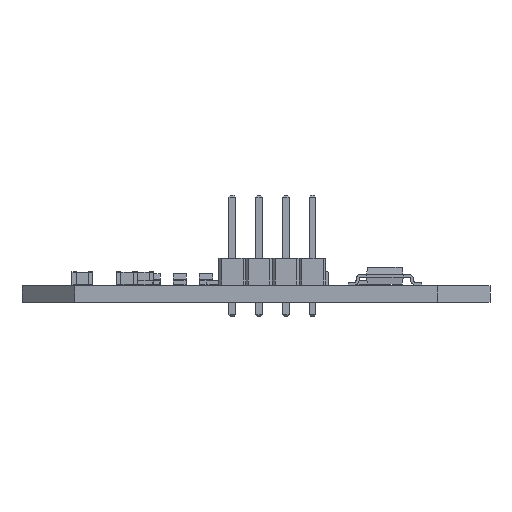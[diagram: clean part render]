
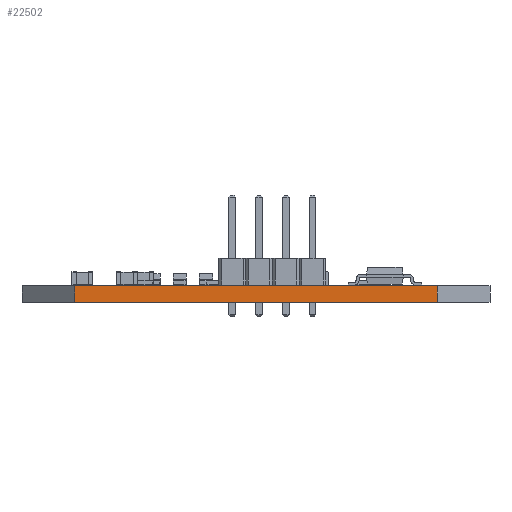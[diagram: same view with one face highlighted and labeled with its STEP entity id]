
A CAD part, left-side view. The second image highlights one B-rep face of the part: STEP entity #22502.
In plain terms, the highlighted planar face has unit normal (-1, 0, 0).
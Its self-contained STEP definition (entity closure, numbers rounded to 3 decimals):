
#21159 = PLANE('',#21160);
#21160 = AXIS2_PLACEMENT_3D('',#21161,#21162,#21163);
#21161 = CARTESIAN_POINT('',(207.68,-92.25,1.6));
#21162 = DIRECTION('',(0.,0.,-1.));
#21163 = DIRECTION('',(-1.,0.,0.));
#21187 = PLANE('',#21188);
#21188 = AXIS2_PLACEMENT_3D('',#21189,#21190,#21191);
#21189 = CARTESIAN_POINT('',(183.18,-114.5,0.));
#21190 = DIRECTION('',(-0.707,-0.707,0.));
#21191 = DIRECTION('',(-0.707,0.707,0.));
#21213 = PLANE('',#21214);
#21214 = AXIS2_PLACEMENT_3D('',#21215,#21216,#21217);
#21215 = CARTESIAN_POINT('',(207.68,-92.25,0.));
#21216 = DIRECTION('',(0.,0.,-1.));
#21217 = DIRECTION('',(-1.,0.,0.));
#21306 = VERTEX_POINT('',#21307);
#21307 = CARTESIAN_POINT('',(178.18,-109.5,1.6));
#21328 = EDGE_CURVE('',#21329,#21306,#21331,.T.);
#21329 = VERTEX_POINT('',#21330);
#21330 = CARTESIAN_POINT('',(178.18,-109.5,0.));
#21331 = SURFACE_CURVE('',#21332,(#21336,#21343),.PCURVE_S1.);
#21332 = LINE('',#21333,#21334);
#21333 = CARTESIAN_POINT('',(178.18,-109.5,0.));
#21334 = VECTOR('',#21335,1.);
#21335 = DIRECTION('',(0.,0.,1.));
#21336 = PCURVE('',#21187,#21337);
#21337 = DEFINITIONAL_REPRESENTATION('',(#21338),#21342);
#21338 = LINE('',#21339,#21340);
#21339 = CARTESIAN_POINT('',(7.071,0.));
#21340 = VECTOR('',#21341,1.);
#21341 = DIRECTION('',(0.,-1.));
#21342 = ( GEOMETRIC_REPRESENTATION_CONTEXT(2) 
PARAMETRIC_REPRESENTATION_CONTEXT() REPRESENTATION_CONTEXT('2D SPACE',''
  ) );
#21343 = PCURVE('',#21344,#21349);
#21344 = PLANE('',#21345);
#21345 = AXIS2_PLACEMENT_3D('',#21346,#21347,#21348);
#21346 = CARTESIAN_POINT('',(178.18,-109.5,0.));
#21347 = DIRECTION('',(-1.,0.,0.));
#21348 = DIRECTION('',(0.,1.,0.));
#21349 = DEFINITIONAL_REPRESENTATION('',(#21350),#21354);
#21350 = LINE('',#21351,#21352);
#21351 = CARTESIAN_POINT('',(0.,0.));
#21352 = VECTOR('',#21353,1.);
#21353 = DIRECTION('',(0.,-1.));
#21354 = ( GEOMETRIC_REPRESENTATION_CONTEXT(2) 
PARAMETRIC_REPRESENTATION_CONTEXT() REPRESENTATION_CONTEXT('2D SPACE',''
  ) );
#21382 = EDGE_CURVE('',#21329,#21383,#21385,.T.);
#21383 = VERTEX_POINT('',#21384);
#21384 = CARTESIAN_POINT('',(178.18,-75.,0.));
#21385 = SURFACE_CURVE('',#21386,(#21390,#21397),.PCURVE_S1.);
#21386 = LINE('',#21387,#21388);
#21387 = CARTESIAN_POINT('',(178.18,-109.5,0.));
#21388 = VECTOR('',#21389,1.);
#21389 = DIRECTION('',(0.,1.,0.));
#21390 = PCURVE('',#21213,#21391);
#21391 = DEFINITIONAL_REPRESENTATION('',(#21392),#21396);
#21392 = LINE('',#21393,#21394);
#21393 = CARTESIAN_POINT('',(29.5,-17.25));
#21394 = VECTOR('',#21395,1.);
#21395 = DIRECTION('',(0.,1.));
#21396 = ( GEOMETRIC_REPRESENTATION_CONTEXT(2) 
PARAMETRIC_REPRESENTATION_CONTEXT() REPRESENTATION_CONTEXT('2D SPACE',''
  ) );
#21397 = PCURVE('',#21344,#21398);
#21398 = DEFINITIONAL_REPRESENTATION('',(#21399),#21403);
#21399 = LINE('',#21400,#21401);
#21400 = CARTESIAN_POINT('',(0.,0.));
#21401 = VECTOR('',#21402,1.);
#21402 = DIRECTION('',(1.,0.));
#21403 = ( GEOMETRIC_REPRESENTATION_CONTEXT(2) 
PARAMETRIC_REPRESENTATION_CONTEXT() REPRESENTATION_CONTEXT('2D SPACE',''
  ) );
#21421 = PLANE('',#21422);
#21422 = AXIS2_PLACEMENT_3D('',#21423,#21424,#21425);
#21423 = CARTESIAN_POINT('',(178.18,-75.,0.));
#21424 = DIRECTION('',(-0.707,0.707,0.));
#21425 = DIRECTION('',(0.707,0.707,0.));
#21974 = EDGE_CURVE('',#21306,#21975,#21977,.T.);
#21975 = VERTEX_POINT('',#21976);
#21976 = CARTESIAN_POINT('',(178.18,-75.,1.6));
#21977 = SURFACE_CURVE('',#21978,(#21982,#21989),.PCURVE_S1.);
#21978 = LINE('',#21979,#21980);
#21979 = CARTESIAN_POINT('',(178.18,-109.5,1.6));
#21980 = VECTOR('',#21981,1.);
#21981 = DIRECTION('',(0.,1.,0.));
#21982 = PCURVE('',#21159,#21983);
#21983 = DEFINITIONAL_REPRESENTATION('',(#21984),#21988);
#21984 = LINE('',#21985,#21986);
#21985 = CARTESIAN_POINT('',(29.5,-17.25));
#21986 = VECTOR('',#21987,1.);
#21987 = DIRECTION('',(0.,1.));
#21988 = ( GEOMETRIC_REPRESENTATION_CONTEXT(2) 
PARAMETRIC_REPRESENTATION_CONTEXT() REPRESENTATION_CONTEXT('2D SPACE',''
  ) );
#21989 = PCURVE('',#21344,#21990);
#21990 = DEFINITIONAL_REPRESENTATION('',(#21991),#21995);
#21991 = LINE('',#21992,#21993);
#21992 = CARTESIAN_POINT('',(0.,-1.6));
#21993 = VECTOR('',#21994,1.);
#21994 = DIRECTION('',(1.,0.));
#21995 = ( GEOMETRIC_REPRESENTATION_CONTEXT(2) 
PARAMETRIC_REPRESENTATION_CONTEXT() REPRESENTATION_CONTEXT('2D SPACE',''
  ) );
#22502 = ADVANCED_FACE('',(#22503),#21344,.T.);
#22503 = FACE_BOUND('',#22504,.T.);
#22504 = EDGE_LOOP('',(#22505,#22506,#22507,#22528));
#22505 = ORIENTED_EDGE('',*,*,#21328,.T.);
#22506 = ORIENTED_EDGE('',*,*,#21974,.T.);
#22507 = ORIENTED_EDGE('',*,*,#22508,.F.);
#22508 = EDGE_CURVE('',#21383,#21975,#22509,.T.);
#22509 = SURFACE_CURVE('',#22510,(#22514,#22521),.PCURVE_S1.);
#22510 = LINE('',#22511,#22512);
#22511 = CARTESIAN_POINT('',(178.18,-75.,0.));
#22512 = VECTOR('',#22513,1.);
#22513 = DIRECTION('',(0.,0.,1.));
#22514 = PCURVE('',#21344,#22515);
#22515 = DEFINITIONAL_REPRESENTATION('',(#22516),#22520);
#22516 = LINE('',#22517,#22518);
#22517 = CARTESIAN_POINT('',(34.5,0.));
#22518 = VECTOR('',#22519,1.);
#22519 = DIRECTION('',(0.,-1.));
#22520 = ( GEOMETRIC_REPRESENTATION_CONTEXT(2) 
PARAMETRIC_REPRESENTATION_CONTEXT() REPRESENTATION_CONTEXT('2D SPACE',''
  ) );
#22521 = PCURVE('',#21421,#22522);
#22522 = DEFINITIONAL_REPRESENTATION('',(#22523),#22527);
#22523 = LINE('',#22524,#22525);
#22524 = CARTESIAN_POINT('',(0.,0.));
#22525 = VECTOR('',#22526,1.);
#22526 = DIRECTION('',(0.,-1.));
#22527 = ( GEOMETRIC_REPRESENTATION_CONTEXT(2) 
PARAMETRIC_REPRESENTATION_CONTEXT() REPRESENTATION_CONTEXT('2D SPACE',''
  ) );
#22528 = ORIENTED_EDGE('',*,*,#21382,.F.);
